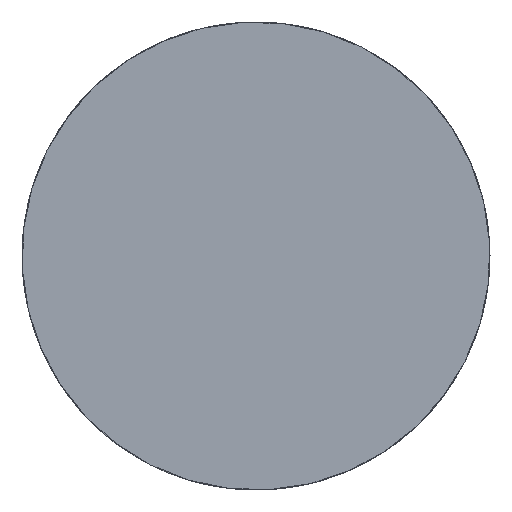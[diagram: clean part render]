
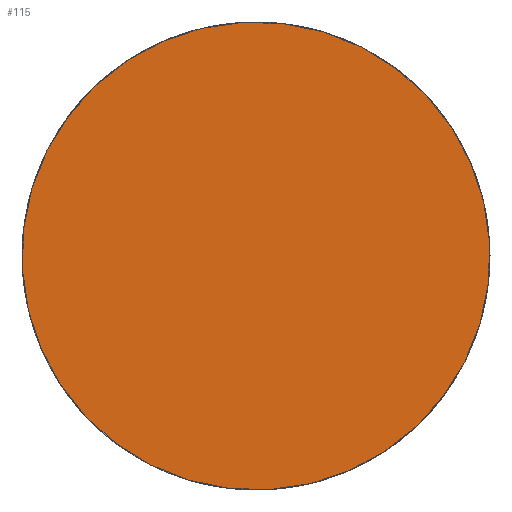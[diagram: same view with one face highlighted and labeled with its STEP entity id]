
A CAD part, left-side view. The second image highlights one B-rep face of the part: STEP entity #115.
In plain terms, the highlighted planar face has unit normal (-1, 0, 0).
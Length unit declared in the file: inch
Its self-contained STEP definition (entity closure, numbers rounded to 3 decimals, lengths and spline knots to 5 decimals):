
#19=PLANE('',#143);
#34=FACE_OUTER_BOUND('',#49,.T.);
#49=EDGE_LOOP('',(#89));
#57=CIRCLE('',#139,0.375);
#65=VERTEX_POINT('',#201);
#73=EDGE_CURVE('',#65,#65,#57,.T.);
#89=ORIENTED_EDGE('',*,*,#73,.T.);
#115=ADVANCED_FACE('',(#34),#19,.T.);
#139=AXIS2_PLACEMENT_3D('',#202,#171,#172);
#143=AXIS2_PLACEMENT_3D('',#208,#179,#180);
#171=DIRECTION('center_axis',(-1.,0.,0.));
#172=DIRECTION('ref_axis',(0.,-0.993,-0.117));
#179=DIRECTION('center_axis',(-1.,0.,0.));
#180=DIRECTION('ref_axis',(0.,0.117,-0.993));
#201=CARTESIAN_POINT('',(-2.31433,2.46908,-1.09578));
#202=CARTESIAN_POINT('Origin',(-2.31433,2.42539,-0.72334));
#208=CARTESIAN_POINT('Origin',(-2.31433,2.42539,-0.72334));
